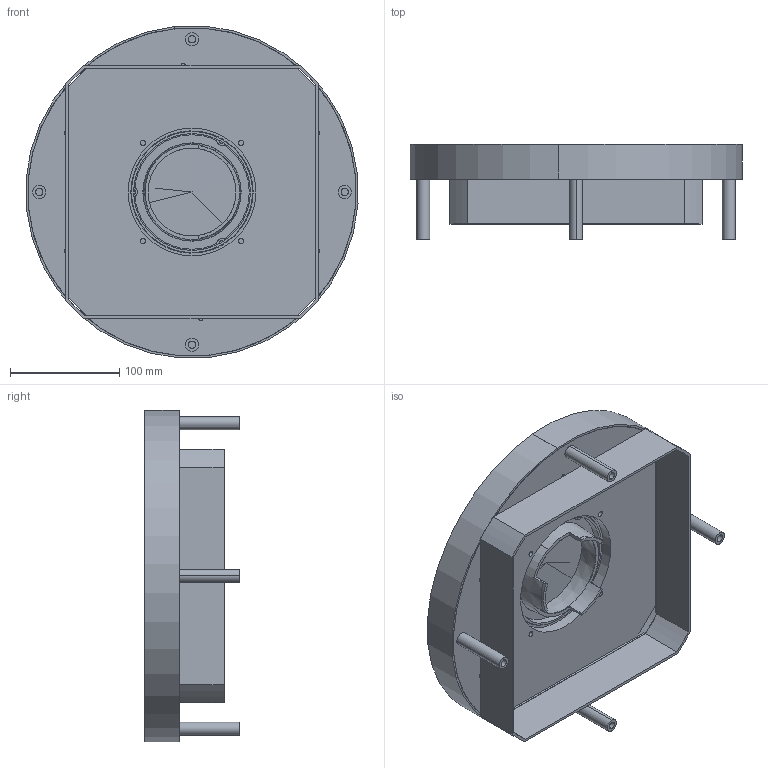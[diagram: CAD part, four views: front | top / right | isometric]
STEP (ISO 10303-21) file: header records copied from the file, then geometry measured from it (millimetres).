
FILE_DESCRIPTION((''),'2;1');
FILE_NAME('T-00981_ASM','2022-10-19T07:24:00',('letterg'),(''),'CREO PARAMETRIC BY PTC INC, 2022024','CREO PARAMETRIC BY PTC INC, 2022024','');
FILE_SCHEMA(('AUTOMOTIVE_DESIGN { 1 0 10303 214 1 1 1 1 }'));
Length unit declared in the file: millimetre
Products named in the file (18): T-00702; T-00703; T-00704; T-00709; T-00774_ASM; U09001; T-00625; T-00844_ASM; T-00691; T-00694; T-00768_ASM; T-00721GEN; T-00720GEN; T-G00076; T-00791GEN_ASM; T-00712; T-00910_ASM; T-00981_ASM
Assembly tree (21 placements, depth 4):
  T-00981_ASM
    T-00844_ASM
      T-00774_ASM
        T-00702
        T-00703
        T-00704  x2
        T-00709
      U09001  x4
      T-00625
    T-00910_ASM
      T-00768_ASM
        T-00691
        T-00694
      T-00791GEN_ASM
        T-00721GEN
        T-00720GEN
        T-G00076
      T-00712
Bounding box: 304.26 x 87 x 304.26 mm (x, y, z)
Volume: 1015696.3 mm3; surface area: 548290.3 mm2
Topology: 16 solids, 16 shells, 227 faces, 539 edges, 355 vertices
Faces by surface type: cylinder 121, plane 96, cone 10
Full cylindrical faces by diameter (mm): 301 x1, 305 x1
Entity records: 7032 total; most frequent: DIRECTION 1086, CARTESIAN_POINT 986, ORIENTED_EDGE 846, AXIS2_PLACEMENT_3D 430, EDGE_CURVE 423, VERTEX_POINT 279, VECTOR 226, LINE 226
